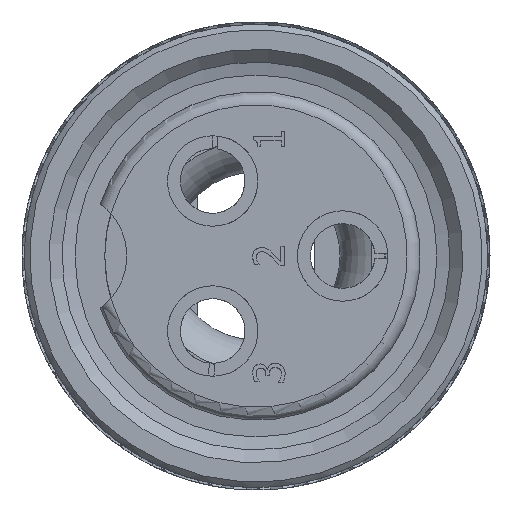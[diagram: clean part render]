
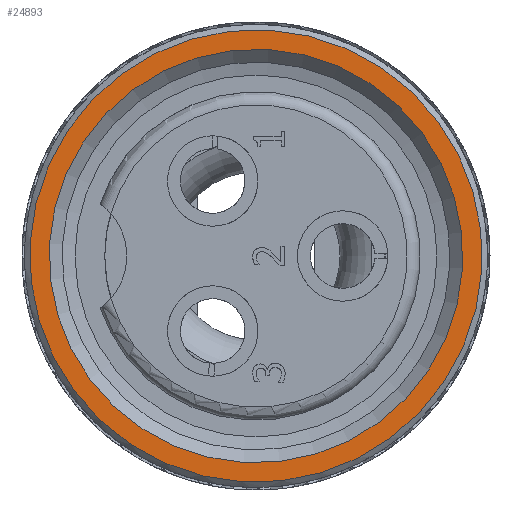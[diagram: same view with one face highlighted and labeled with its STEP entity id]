
A CAD part, left-side view. The second image highlights one B-rep face of the part: STEP entity #24893.
In plain terms, the highlighted planar face has unit normal (-1, 0, 0).
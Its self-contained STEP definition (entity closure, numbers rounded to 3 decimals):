
#567=PLANE('',#28353);
#1203=FACE_BOUND('',#5356,.T.);
#3794=FACE_OUTER_BOUND('',#5355,.T.);
#5355=EDGE_LOOP('',(#20497));
#5356=EDGE_LOOP('',(#20498));
#9067=CIRCLE('',#26951,8.);
#9077=CIRCLE('',#26966,8.75);
#10713=VERTEX_POINT('',#42821);
#10738=VERTEX_POINT('',#42896);
#13441=EDGE_CURVE('',#10713,#10713,#9067,.T.);
#13486=EDGE_CURVE('',#10738,#10738,#9077,.T.);
#20497=ORIENTED_EDGE('',*,*,#13486,.T.);
#20498=ORIENTED_EDGE('',*,*,#13441,.T.);
#24893=ADVANCED_FACE('',(#3794,#1203),#567,.F.);
#26951=AXIS2_PLACEMENT_3D('',#42823,#32468,#32469);
#26966=AXIS2_PLACEMENT_3D('',#42898,#32533,#32534);
#28353=AXIS2_PLACEMENT_3D('',#45838,#36032,#36033);
#32468=DIRECTION('center_axis',(1.,0.,0.));
#32469=DIRECTION('ref_axis',(0.,-0.993,0.114));
#32533=DIRECTION('center_axis',(-1.,0.,0.));
#32534=DIRECTION('ref_axis',(0.,-0.993,0.114));
#36032=DIRECTION('center_axis',(1.,0.,0.));
#36033=DIRECTION('ref_axis',(0.,-0.993,0.114));
#42821=CARTESIAN_POINT('',(5.011,-7.948,0.912));
#42823=CARTESIAN_POINT('Origin',(5.011,0.,0.));
#42896=CARTESIAN_POINT('',(5.011,8.693,-0.997));
#42898=CARTESIAN_POINT('Origin',(5.011,0.,0.));
#45838=CARTESIAN_POINT('Origin',(5.011,-1.032,-8.991));
